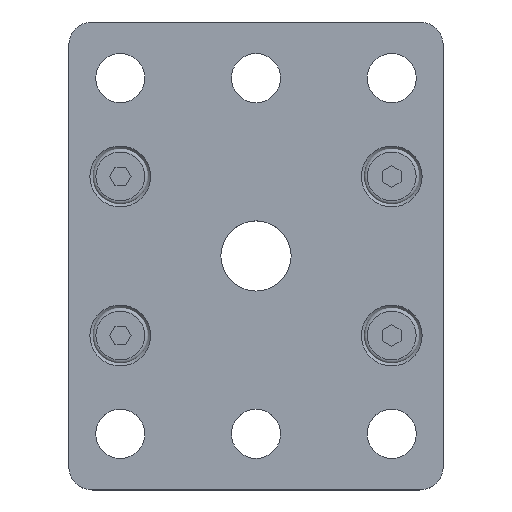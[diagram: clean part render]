
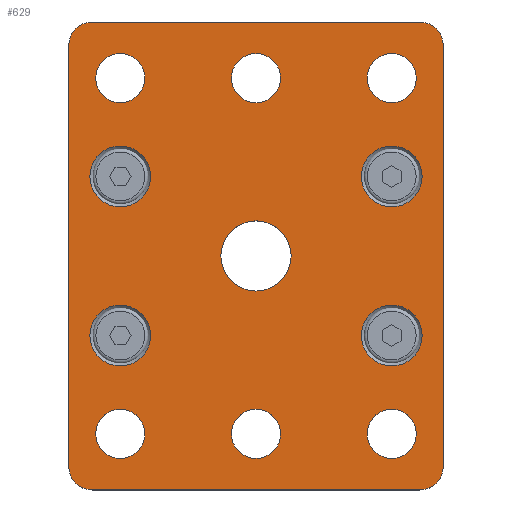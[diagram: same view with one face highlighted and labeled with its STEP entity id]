
A CAD part, top view. The second image highlights one B-rep face of the part: STEP entity #629.
In plain terms, the highlighted planar face has unit normal (0, 0, 1).
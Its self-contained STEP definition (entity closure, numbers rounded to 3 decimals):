
#65=CIRCLE('',#779,6.5);
#66=CIRCLE('',#780,6.5);
#67=CIRCLE('',#781,6.5);
#68=CIRCLE('',#782,6.5);
#69=CIRCLE('',#783,5.25);
#70=CIRCLE('',#784,5.25);
#71=CIRCLE('',#785,5.25);
#72=CIRCLE('',#786,5.25);
#73=CIRCLE('',#787,5.25);
#74=CIRCLE('',#788,5.25);
#75=CIRCLE('',#789,7.5);
#76=CIRCLE('',#790,5.);
#77=CIRCLE('',#791,5.);
#78=CIRCLE('',#792,5.);
#79=CIRCLE('',#793,5.);
#120=ORIENTED_EDGE('',*,*,#266,.T.);
#121=ORIENTED_EDGE('',*,*,#267,.T.);
#122=ORIENTED_EDGE('',*,*,#268,.T.);
#123=ORIENTED_EDGE('',*,*,#269,.T.);
#124=ORIENTED_EDGE('',*,*,#270,.F.);
#125=ORIENTED_EDGE('',*,*,#271,.F.);
#126=ORIENTED_EDGE('',*,*,#272,.F.);
#127=ORIENTED_EDGE('',*,*,#273,.F.);
#128=ORIENTED_EDGE('',*,*,#274,.F.);
#129=ORIENTED_EDGE('',*,*,#275,.F.);
#130=ORIENTED_EDGE('',*,*,#276,.F.);
#131=ORIENTED_EDGE('',*,*,#256,.T.);
#132=ORIENTED_EDGE('',*,*,#277,.T.);
#133=ORIENTED_EDGE('',*,*,#258,.T.);
#134=ORIENTED_EDGE('',*,*,#278,.T.);
#135=ORIENTED_EDGE('',*,*,#262,.T.);
#136=ORIENTED_EDGE('',*,*,#279,.T.);
#137=ORIENTED_EDGE('',*,*,#250,.T.);
#138=ORIENTED_EDGE('',*,*,#280,.T.);
#250=EDGE_CURVE('',#323,#324,#382,.T.);
#256=EDGE_CURVE('',#330,#329,#388,.T.);
#258=EDGE_CURVE('',#331,#332,#390,.T.);
#262=EDGE_CURVE('',#335,#336,#394,.T.);
#266=EDGE_CURVE('',#339,#339,#65,.T.);
#267=EDGE_CURVE('',#340,#340,#66,.T.);
#268=EDGE_CURVE('',#341,#341,#67,.T.);
#269=EDGE_CURVE('',#342,#342,#68,.T.);
#270=EDGE_CURVE('',#343,#343,#69,.T.);
#271=EDGE_CURVE('',#344,#344,#70,.T.);
#272=EDGE_CURVE('',#345,#345,#71,.T.);
#273=EDGE_CURVE('',#346,#346,#72,.T.);
#274=EDGE_CURVE('',#347,#347,#73,.T.);
#275=EDGE_CURVE('',#348,#348,#74,.T.);
#276=EDGE_CURVE('',#349,#349,#75,.T.);
#277=EDGE_CURVE('',#329,#331,#76,.T.);
#278=EDGE_CURVE('',#332,#335,#77,.T.);
#279=EDGE_CURVE('',#336,#323,#78,.T.);
#280=EDGE_CURVE('',#324,#330,#79,.T.);
#323=VERTEX_POINT('',#1059);
#324=VERTEX_POINT('',#1060);
#329=VERTEX_POINT('',#1071);
#330=VERTEX_POINT('',#1073);
#331=VERTEX_POINT('',#1077);
#332=VERTEX_POINT('',#1078);
#335=VERTEX_POINT('',#1086);
#336=VERTEX_POINT('',#1087);
#339=VERTEX_POINT('',#1095);
#340=VERTEX_POINT('',#1097);
#341=VERTEX_POINT('',#1099);
#342=VERTEX_POINT('',#1101);
#343=VERTEX_POINT('',#1103);
#344=VERTEX_POINT('',#1105);
#345=VERTEX_POINT('',#1107);
#346=VERTEX_POINT('',#1109);
#347=VERTEX_POINT('',#1111);
#348=VERTEX_POINT('',#1113);
#349=VERTEX_POINT('',#1115);
#382=LINE('',#1058,#416);
#388=LINE('',#1072,#422);
#390=LINE('',#1076,#424);
#394=LINE('',#1085,#428);
#416=VECTOR('',#860,1000.);
#422=VECTOR('',#868,1000.);
#424=VECTOR('',#872,1000.);
#428=VECTOR('',#878,1000.);
#454=EDGE_LOOP('',(#120));
#455=EDGE_LOOP('',(#121));
#456=EDGE_LOOP('',(#122));
#457=EDGE_LOOP('',(#123));
#458=EDGE_LOOP('',(#124));
#459=EDGE_LOOP('',(#125));
#460=EDGE_LOOP('',(#126));
#461=EDGE_LOOP('',(#127));
#462=EDGE_LOOP('',(#128));
#463=EDGE_LOOP('',(#129));
#464=EDGE_LOOP('',(#130));
#465=EDGE_LOOP('',(#131,#132,#133,#134,#135,#136,#137,#138));
#534=FACE_BOUND('',#454,.T.);
#535=FACE_BOUND('',#455,.T.);
#536=FACE_BOUND('',#456,.T.);
#537=FACE_BOUND('',#457,.T.);
#538=FACE_BOUND('',#458,.T.);
#539=FACE_BOUND('',#459,.T.);
#540=FACE_BOUND('',#460,.T.);
#541=FACE_BOUND('',#461,.T.);
#542=FACE_BOUND('',#462,.T.);
#543=FACE_BOUND('',#463,.T.);
#544=FACE_BOUND('',#464,.T.);
#545=FACE_BOUND('',#465,.T.);
#614=PLANE('',#778);
#629=ADVANCED_FACE('',(#534,#535,#536,#537,#538,#539,#540,#541,#542,#543,
#544,#545),#614,.T.);
#778=AXIS2_PLACEMENT_3D('',#1093,#882,#883);
#779=AXIS2_PLACEMENT_3D('',#1094,#884,#885);
#780=AXIS2_PLACEMENT_3D('',#1096,#886,#887);
#781=AXIS2_PLACEMENT_3D('',#1098,#888,#889);
#782=AXIS2_PLACEMENT_3D('',#1100,#890,#891);
#783=AXIS2_PLACEMENT_3D('',#1102,#892,#893);
#784=AXIS2_PLACEMENT_3D('',#1104,#894,#895);
#785=AXIS2_PLACEMENT_3D('',#1106,#896,#897);
#786=AXIS2_PLACEMENT_3D('',#1108,#898,#899);
#787=AXIS2_PLACEMENT_3D('',#1110,#900,#901);
#788=AXIS2_PLACEMENT_3D('',#1112,#902,#903);
#789=AXIS2_PLACEMENT_3D('',#1114,#904,#905);
#790=AXIS2_PLACEMENT_3D('',#1116,#906,#907);
#791=AXIS2_PLACEMENT_3D('',#1117,#908,#909);
#792=AXIS2_PLACEMENT_3D('',#1118,#910,#911);
#793=AXIS2_PLACEMENT_3D('',#1119,#912,#913);
#860=DIRECTION('',(0.,-1.,0.));
#868=DIRECTION('',(1.,0.,0.));
#872=DIRECTION('',(0.,1.,0.));
#878=DIRECTION('',(-1.,0.,0.));
#882=DIRECTION('',(0.,0.,1.));
#883=DIRECTION('',(1.,0.,0.));
#884=DIRECTION('',(0.,0.,-1.));
#885=DIRECTION('',(0.,1.,0.));
#886=DIRECTION('',(0.,0.,-1.));
#887=DIRECTION('',(0.,1.,0.));
#888=DIRECTION('',(0.,0.,-1.));
#889=DIRECTION('',(0.,1.,0.));
#890=DIRECTION('',(0.,0.,-1.));
#891=DIRECTION('',(0.,1.,0.));
#892=DIRECTION('',(0.,0.,1.));
#893=DIRECTION('',(1.,0.,0.));
#894=DIRECTION('',(0.,0.,1.));
#895=DIRECTION('',(1.,0.,0.));
#896=DIRECTION('',(0.,0.,1.));
#897=DIRECTION('',(1.,0.,0.));
#898=DIRECTION('',(0.,0.,1.));
#899=DIRECTION('',(1.,0.,0.));
#900=DIRECTION('',(0.,0.,1.));
#901=DIRECTION('',(1.,0.,0.));
#902=DIRECTION('',(0.,0.,1.));
#903=DIRECTION('',(1.,0.,0.));
#904=DIRECTION('',(0.,0.,1.));
#905=DIRECTION('',(1.,0.,0.));
#906=DIRECTION('',(0.,0.,1.));
#907=DIRECTION('',(1.,0.,0.));
#908=DIRECTION('',(0.,0.,1.));
#909=DIRECTION('',(1.,0.,0.));
#910=DIRECTION('',(0.,0.,1.));
#911=DIRECTION('',(1.,0.,0.));
#912=DIRECTION('',(0.,0.,1.));
#913=DIRECTION('',(1.,0.,0.));
#1058=CARTESIAN_POINT('',(-40.,50.,4.));
#1059=CARTESIAN_POINT('',(-40.,45.,4.));
#1060=CARTESIAN_POINT('',(-40.,-45.,4.));
#1071=CARTESIAN_POINT('',(35.,-50.,4.));
#1072=CARTESIAN_POINT('',(-40.,-50.,4.));
#1073=CARTESIAN_POINT('',(-35.,-50.,4.));
#1076=CARTESIAN_POINT('',(40.,-50.,4.));
#1077=CARTESIAN_POINT('',(40.,-45.,4.));
#1078=CARTESIAN_POINT('',(40.,45.,4.));
#1085=CARTESIAN_POINT('',(40.,50.,4.));
#1086=CARTESIAN_POINT('',(35.,50.,4.));
#1087=CARTESIAN_POINT('',(-35.,50.,4.));
#1093=CARTESIAN_POINT('',(-40.,-50.,4.));
#1094=CARTESIAN_POINT('',(-29.,17.,4.));
#1095=CARTESIAN_POINT('',(-29.,23.5,4.));
#1096=CARTESIAN_POINT('',(29.,17.,4.));
#1097=CARTESIAN_POINT('',(29.,23.5,4.));
#1098=CARTESIAN_POINT('',(29.,-17.,4.));
#1099=CARTESIAN_POINT('',(29.,-10.5,4.));
#1100=CARTESIAN_POINT('',(-29.,-17.,4.));
#1101=CARTESIAN_POINT('',(-29.,-10.5,4.));
#1102=CARTESIAN_POINT('',(29.,38.,4.));
#1103=CARTESIAN_POINT('',(34.25,38.,4.));
#1104=CARTESIAN_POINT('',(29.,-38.,4.));
#1105=CARTESIAN_POINT('',(34.25,-38.,4.));
#1106=CARTESIAN_POINT('',(0.,-38.,4.));
#1107=CARTESIAN_POINT('',(5.25,-38.,4.));
#1108=CARTESIAN_POINT('',(-29.,-38.,4.));
#1109=CARTESIAN_POINT('',(-23.75,-38.,4.));
#1110=CARTESIAN_POINT('',(-29.,38.,4.));
#1111=CARTESIAN_POINT('',(-23.75,38.,4.));
#1112=CARTESIAN_POINT('',(0.,38.,4.));
#1113=CARTESIAN_POINT('',(5.25,38.,4.));
#1114=CARTESIAN_POINT('',(0.,0.,4.));
#1115=CARTESIAN_POINT('',(7.5,0.,4.));
#1116=CARTESIAN_POINT('',(35.,-45.,4.));
#1117=CARTESIAN_POINT('',(35.,45.,4.));
#1118=CARTESIAN_POINT('',(-35.,45.,4.));
#1119=CARTESIAN_POINT('',(-35.,-45.,4.));
